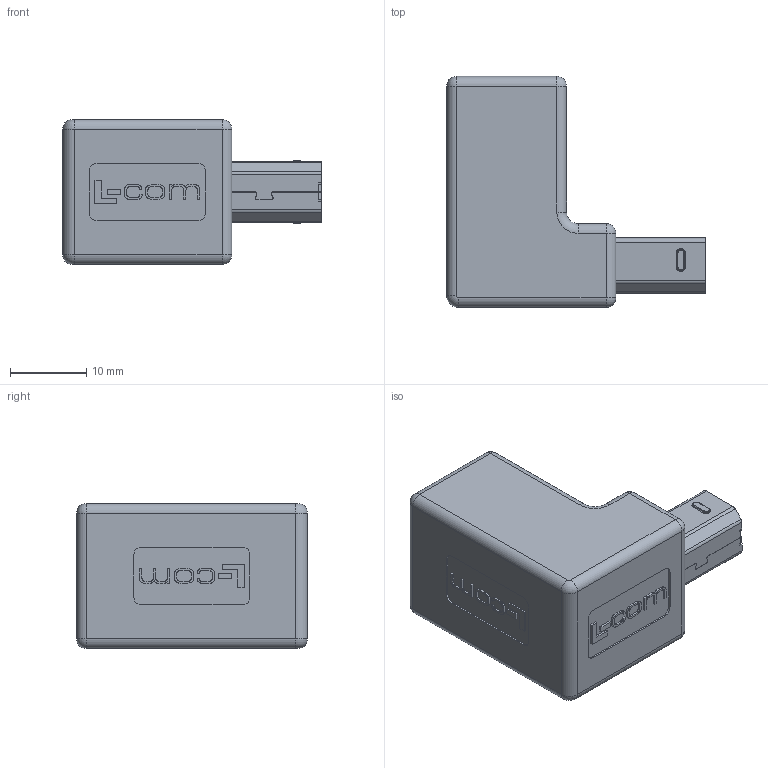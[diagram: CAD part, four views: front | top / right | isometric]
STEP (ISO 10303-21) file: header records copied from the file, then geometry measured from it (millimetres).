
FILE_DESCRIPTION (( 'STEP AP214' ), '1' );
FILE_NAME ('UADBB90-2.STEP', '2011-06-27T16:12:55', ( 'x' ), ( 'Microsoft' ), 'SwSTEP 2.0', 'SolidWorks 2010', '' );
FILE_SCHEMA (( 'AUTOMOTIVE_DESIGN' ));
Length unit declared in the file: inch
Products named in the file (8): 1AA05-045(USB B STR MALE SOLDER TYPE HOUSING ASSEMBLY)_??; 1AA05-045_??; MTN-590; 1AA05-045-MA1; 1AA05-045-MA2; 1AA05-023 SUZHOU_??; UADBB90-2; MTN-589
Assembly tree (9 placements, depth 3):
  UADBB90-2
    1AA05-045_??
      1AA05-045-MA2  x2
      1AA05-045-MA1  x2
      1AA05-045(USB B STR MALE SOLDER TYPE HOUSING ASSEMBLY)_??
    MTN-590
    1AA05-023 SUZHOU_??
    MTN-589
Bounding box: 33.99 x 30.35 x 19.05 mm (x, y, z)
Volume: 16561.8 mm3; surface area: 8386.7 mm2
Topology: 8 solids, 8 shells, 1034 faces, 2719 edges, 1717 vertices
Faces by surface type: plane 630, cylinder 233, bspline 123, torus 26, sphere 22
Entity records: 36011 total; most frequent: CARTESIAN_POINT 11342, ORIENTED_EDGE 4882, DIRECTION 4253, EDGE_CURVE 2441, VECTOR 1825, LINE 1825, VERTEX_POINT 1565, AXIS2_PLACEMENT_3D 1214
